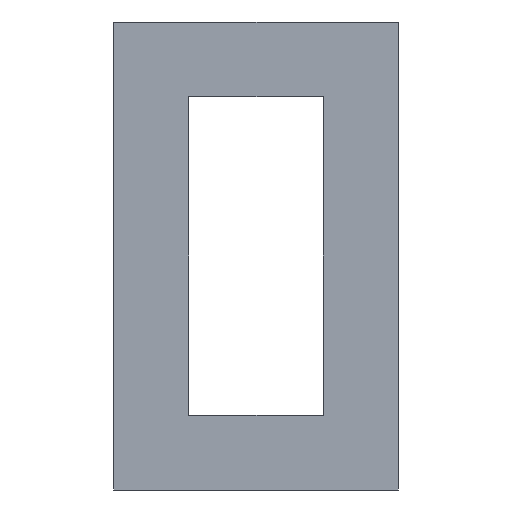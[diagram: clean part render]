
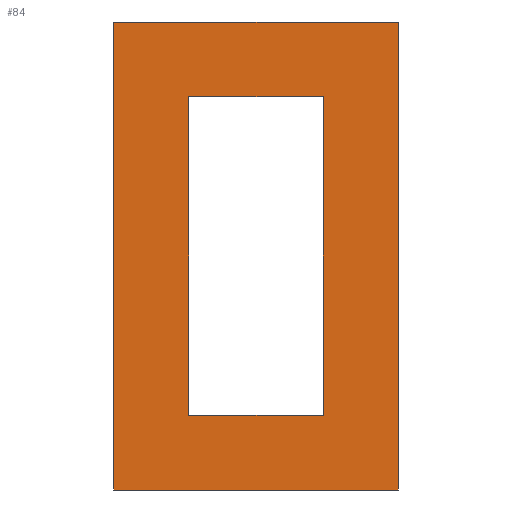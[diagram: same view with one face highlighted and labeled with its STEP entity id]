
A CAD part, left-side view. The second image highlights one B-rep face of the part: STEP entity #84.
In plain terms, the highlighted planar face has unit normal (-1, 0, 0).
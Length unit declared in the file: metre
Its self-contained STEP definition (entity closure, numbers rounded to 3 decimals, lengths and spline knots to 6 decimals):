
#84 = ADVANCED_FACE( '', ( #188, #189 ), #190, .F. );
#188 = FACE_OUTER_BOUND( '', #301, .T. );
#189 = FACE_BOUND( '', #302, .T. );
#190 = PLANE( '', #303 );
#301 = EDGE_LOOP( '', ( #492, #493, #494, #495 ) );
#302 = EDGE_LOOP( '', ( #496, #497, #498, #499 ) );
#303 = AXIS2_PLACEMENT_3D( '', #500, #501, #502 );
#492 = ORIENTED_EDGE( '', *, *, #641, .T. );
#493 = ORIENTED_EDGE( '', *, *, #624, .F. );
#494 = ORIENTED_EDGE( '', *, *, #660, .F. );
#495 = ORIENTED_EDGE( '', *, *, #654, .T. );
#496 = ORIENTED_EDGE( '', *, *, #661, .T. );
#497 = ORIENTED_EDGE( '', *, *, #627, .T. );
#498 = ORIENTED_EDGE( '', *, *, #606, .F. );
#499 = ORIENTED_EDGE( '', *, *, #645, .F. );
#500 = CARTESIAN_POINT( '', ( 0., -0.019, -0.015625 ) );
#501 = DIRECTION( '', ( 1., 0., 0. ) );
#502 = DIRECTION( '', ( 0., 0., -1. ) );
#606 = EDGE_CURVE( '', #712, #714, #715, .T. );
#624 = EDGE_CURVE( '', #745, #740, #747, .T. );
#627 = EDGE_CURVE( '', #751, #714, #752, .T. );
#641 = EDGE_CURVE( '', #772, #740, #773, .T. );
#645 = EDGE_CURVE( '', #776, #712, #778, .T. );
#654 = EDGE_CURVE( '', #792, #772, #793, .T. );
#660 = EDGE_CURVE( '', #792, #745, #799, .T. );
#661 = EDGE_CURVE( '', #776, #751, #800, .T. );
#712 = VERTEX_POINT( '', #860 );
#714 = VERTEX_POINT( '', #863 );
#715 = LINE( '', #864, #865 );
#740 = VERTEX_POINT( '', #898 );
#745 = VERTEX_POINT( '', #905 );
#747 = LINE( '', #908, #909 );
#751 = VERTEX_POINT( '', #914 );
#752 = LINE( '', #915, #916 );
#772 = VERTEX_POINT( '', #945 );
#773 = LINE( '', #946, #947 );
#776 = VERTEX_POINT( '', #951 );
#778 = LINE( '', #954, #955 );
#792 = VERTEX_POINT( '', #972 );
#793 = LINE( '', #973, #974 );
#799 = LINE( '', #983, #984 );
#800 = LINE( '', #985, #986 );
#860 = CARTESIAN_POINT( '', ( 0., -0.005, -0.02625 ) );
#863 = CARTESIAN_POINT( '', ( 0., -0.014, -0.02625 ) );
#864 = CARTESIAN_POINT( '', ( 0., -0.0095, -0.02625 ) );
#865 = VECTOR( '', #1034, 1. );
#898 = CARTESIAN_POINT( '', ( 0., 0., -0.03125 ) );
#905 = CARTESIAN_POINT( '', ( 0., -0.019, -0.03125 ) );
#908 = CARTESIAN_POINT( '', ( 0., -0.019, -0.03125 ) );
#909 = VECTOR( '', #1058, 1. );
#914 = CARTESIAN_POINT( '', ( 0., -0.014, -0.005 ) );
#915 = CARTESIAN_POINT( '', ( 0., -0.014, -0.015625 ) );
#916 = VECTOR( '', #1060, 1. );
#945 = CARTESIAN_POINT( '', ( 0., 0., 0. ) );
#946 = CARTESIAN_POINT( '', ( 0., 0., -0.015625 ) );
#947 = VECTOR( '', #1073, 1. );
#951 = CARTESIAN_POINT( '', ( 0., -0.005, -0.005 ) );
#954 = CARTESIAN_POINT( '', ( 0., -0.005, -0.015625 ) );
#955 = VECTOR( '', #1076, 1. );
#972 = CARTESIAN_POINT( '', ( 0., -0.019, 0. ) );
#973 = CARTESIAN_POINT( '', ( 0., -0.019, 0. ) );
#974 = VECTOR( '', #1089, 1. );
#983 = CARTESIAN_POINT( '', ( 0., -0.019, -0.015625 ) );
#984 = VECTOR( '', #1093, 1. );
#985 = CARTESIAN_POINT( '', ( 0., -0.0095, -0.005 ) );
#986 = VECTOR( '', #1094, 1. );
#1034 = DIRECTION( '', ( 0., -1., 0. ) );
#1058 = DIRECTION( '', ( 0., 1., 0. ) );
#1060 = DIRECTION( '', ( 0., 0., -1. ) );
#1073 = DIRECTION( '', ( 0., 0., -1. ) );
#1076 = DIRECTION( '', ( 0., 0., -1. ) );
#1089 = DIRECTION( '', ( 0., 1., 0. ) );
#1093 = DIRECTION( '', ( 0., 0., -1. ) );
#1094 = DIRECTION( '', ( 0., -1., 0. ) );
